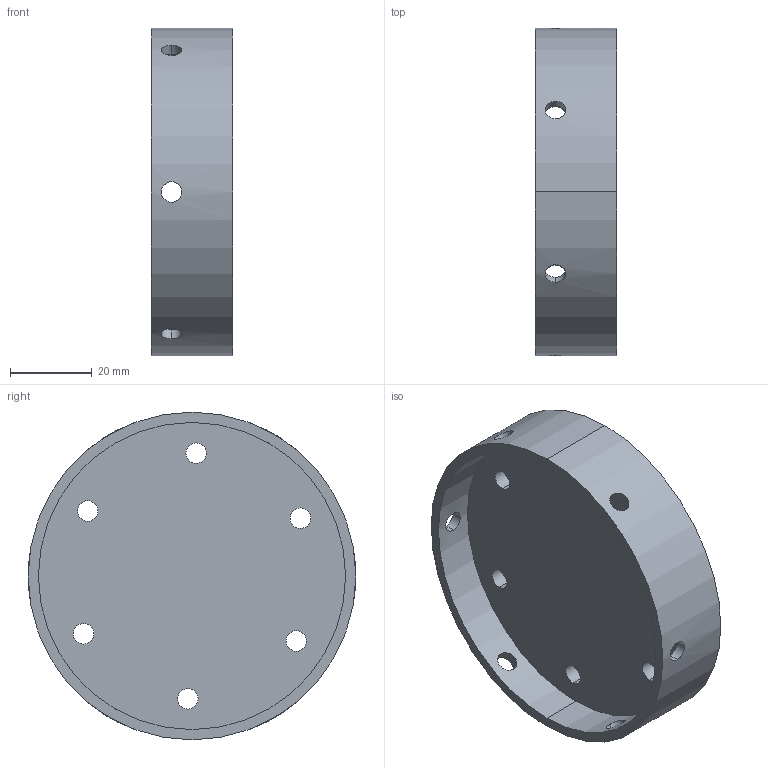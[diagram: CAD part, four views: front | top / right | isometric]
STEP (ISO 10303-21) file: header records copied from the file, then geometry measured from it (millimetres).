
FILE_DESCRIPTION (( 'STEP AP214' ), '1' );
FILE_NAME ('Bulkhead.STEP', '2023-02-07T13:17:05', ( 'HP' ), ( 'HP' ), 'SwSTEP 2.0', 'SolidWorks 2021', '' );
FILE_SCHEMA (( 'AUTOMOTIVE_DESIGN' ));
Length unit declared in the file: millimetre
Products named in the file (1): Bulkhead
Bounding box: 20 x 80 x 80 mm (x, y, z)
Volume: 54879.5 mm3; surface area: 18142.8 mm2
Topology: 1 solids, 1 shells, 31 faces, 84 edges, 56 vertices
Faces by surface type: cylinder 28, plane 3
Entity records: 1768 total; most frequent: CARTESIAN_POINT 916, ORIENTED_EDGE 168, DIRECTION 156, EDGE_CURVE 84, AXIS2_PLACEMENT_3D 64, VERTEX_POINT 56, EDGE_LOOP 56, CIRCLE 32
